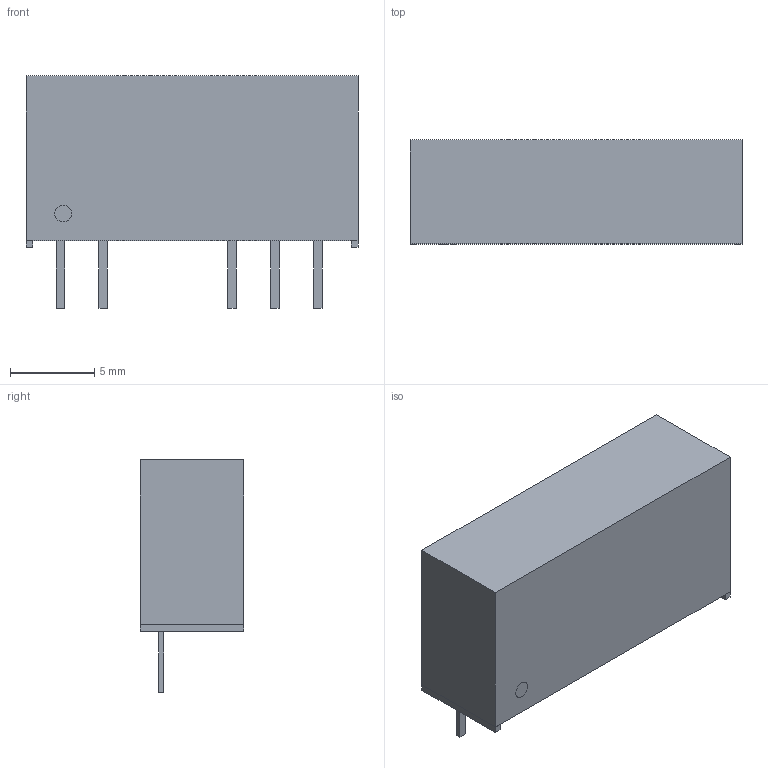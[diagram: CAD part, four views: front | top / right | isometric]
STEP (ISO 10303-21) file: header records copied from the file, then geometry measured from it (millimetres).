
FILE_DESCRIPTION((''),'2;1');
FILE_NAME('DCDC_MURATA_MEV1.stp','2014-07-18T16:02:27',(''),(''),'Mechanical Desktop 2011','Mechanical Desktop 2011',', , ');
FILE_SCHEMA(('AUTOMOTIVE_DESIGN { 1 2 10303 214 1 1 1 1 }'));
Length unit declared in the file: millimetre
Products named in the file (1): Product
Bounding box: 19.65 x 6.15 x 13.75 mm (x, y, z)
Volume: 1183.3 mm3; surface area: 801.6 mm2
Topology: 9 solids, 9 shells, 55 faces, 108 edges, 72 vertices
Faces by surface type: plane 51, cylinder 4
Entity records: 1441 total; most frequent: CARTESIAN_POINT 236, DIRECTION 228, ORIENTED_EDGE 216, EDGE_CURVE 108, VECTOR 100, LINE 100, VERTEX_POINT 72, AXIS2_PLACEMENT_3D 64
